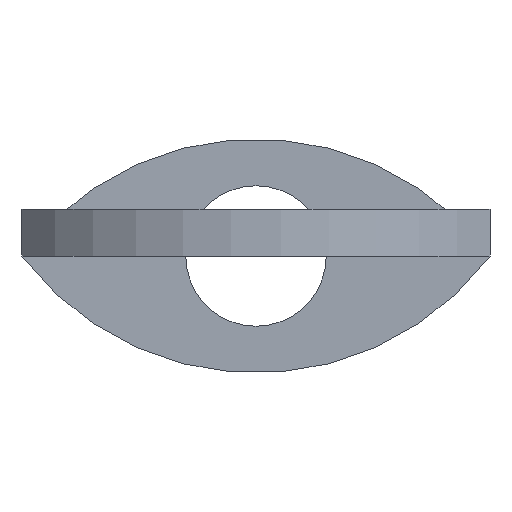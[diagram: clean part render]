
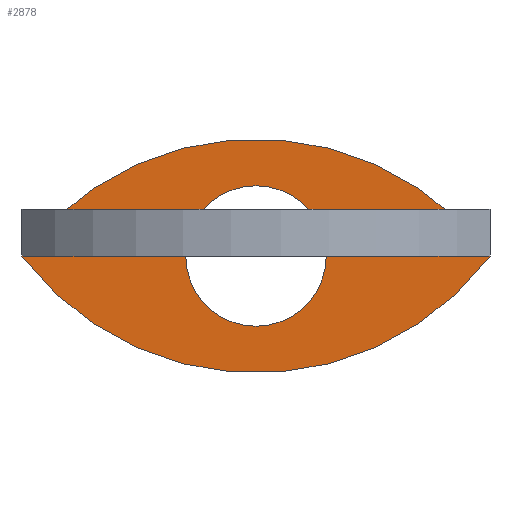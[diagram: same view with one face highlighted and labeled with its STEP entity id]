
A CAD part, front view. The second image highlights one B-rep face of the part: STEP entity #2878.
In plain terms, the highlighted planar face has unit normal (0, -1, 0).
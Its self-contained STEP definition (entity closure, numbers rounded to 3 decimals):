
#2679 = VERTEX_POINT('',#2680);
#2680 = CARTESIAN_POINT('',(10.,20.,0.));
#2687 = CYLINDRICAL_SURFACE('',#2688,12.5);
#2688 = AXIS2_PLACEMENT_3D('',#2689,#2690,#2691);
#2689 = CARTESIAN_POINT('',(0.,22.,-7.5));
#2690 = DIRECTION('',(-0.,1.,0.));
#2691 = DIRECTION('',(0.8,0.,0.6));
#2699 = CYLINDRICAL_SURFACE('',#2700,12.5);
#2700 = AXIS2_PLACEMENT_3D('',#2701,#2702,#2703);
#2701 = CARTESIAN_POINT('',(0.,22.,7.5));
#2702 = DIRECTION('',(-0.,1.,0.));
#2703 = DIRECTION('',(-0.8,0.,-0.6));
#2711 = EDGE_CURVE('',#2679,#2712,#2714,.T.);
#2712 = VERTEX_POINT('',#2713);
#2713 = CARTESIAN_POINT('',(-10.,20.,0.));
#2714 = SURFACE_CURVE('',#2715,(#2720,#2727),.PCURVE_S1.);
#2715 = CIRCLE('',#2716,12.5);
#2716 = AXIS2_PLACEMENT_3D('',#2717,#2718,#2719);
#2717 = CARTESIAN_POINT('',(0.,20.,-7.5));
#2718 = DIRECTION('',(0.,-1.,0.));
#2719 = DIRECTION('',(0.8,0.,0.6));
#2720 = PCURVE('',#2687,#2721);
#2721 = DEFINITIONAL_REPRESENTATION('',(#2722),#2726);
#2722 = LINE('',#2723,#2724);
#2723 = CARTESIAN_POINT('',(-0.,-2.));
#2724 = VECTOR('',#2725,1.);
#2725 = DIRECTION('',(-1.,0.));
#2726 = ( GEOMETRIC_REPRESENTATION_CONTEXT(2) 
PARAMETRIC_REPRESENTATION_CONTEXT() REPRESENTATION_CONTEXT('2D SPACE',''
  ) );
#2727 = PCURVE('',#2728,#2733);
#2728 = PLANE('',#2729);
#2729 = AXIS2_PLACEMENT_3D('',#2730,#2731,#2732);
#2730 = CARTESIAN_POINT('',(0.,20.,0.)
  );
#2731 = DIRECTION('',(0.,-1.,0.));
#2732 = DIRECTION('',(1.,0.,0.));
#2733 = DEFINITIONAL_REPRESENTATION('',(#2734),#2738);
#2734 = CIRCLE('',#2735,12.5);
#2735 = AXIS2_PLACEMENT_2D('',#2736,#2737);
#2736 = CARTESIAN_POINT('',(0.,-7.5));
#2737 = DIRECTION('',(0.8,0.6));
#2738 = ( GEOMETRIC_REPRESENTATION_CONTEXT(2) 
PARAMETRIC_REPRESENTATION_CONTEXT() REPRESENTATION_CONTEXT('2D SPACE',''
  ) );
#2794 = EDGE_CURVE('',#2712,#2679,#2795,.T.);
#2795 = SURFACE_CURVE('',#2796,(#2801,#2808),.PCURVE_S1.);
#2796 = CIRCLE('',#2797,12.5);
#2797 = AXIS2_PLACEMENT_3D('',#2798,#2799,#2800);
#2798 = CARTESIAN_POINT('',(0.,20.,7.5));
#2799 = DIRECTION('',(0.,-1.,0.));
#2800 = DIRECTION('',(-0.8,0.,-0.6));
#2801 = PCURVE('',#2699,#2802);
#2802 = DEFINITIONAL_REPRESENTATION('',(#2803),#2807);
#2803 = LINE('',#2804,#2805);
#2804 = CARTESIAN_POINT('',(-0.,-2.));
#2805 = VECTOR('',#2806,1.);
#2806 = DIRECTION('',(-1.,0.));
#2807 = ( GEOMETRIC_REPRESENTATION_CONTEXT(2) 
PARAMETRIC_REPRESENTATION_CONTEXT() REPRESENTATION_CONTEXT('2D SPACE',''
  ) );
#2808 = PCURVE('',#2728,#2809);
#2809 = DEFINITIONAL_REPRESENTATION('',(#2810),#2814);
#2810 = CIRCLE('',#2811,12.5);
#2811 = AXIS2_PLACEMENT_2D('',#2812,#2813);
#2812 = CARTESIAN_POINT('',(0.,7.5));
#2813 = DIRECTION('',(-0.8,-0.6));
#2814 = ( GEOMETRIC_REPRESENTATION_CONTEXT(2) 
PARAMETRIC_REPRESENTATION_CONTEXT() REPRESENTATION_CONTEXT('2D SPACE',''
  ) );
#2867 = CYLINDRICAL_SURFACE('',#2868,3.);
#2868 = AXIS2_PLACEMENT_3D('',#2869,#2870,#2871);
#2869 = CARTESIAN_POINT('',(0.,20.,0.));
#2870 = DIRECTION('',(0.,1.,0.));
#2871 = DIRECTION('',(-1.,0.,0.));
#2878 = ADVANCED_FACE('',(#2879,#2883),#2728,.T.);
#2879 = FACE_BOUND('',#2880,.T.);
#2880 = EDGE_LOOP('',(#2881,#2882));
#2881 = ORIENTED_EDGE('',*,*,#2711,.T.);
#2882 = ORIENTED_EDGE('',*,*,#2794,.T.);
#2883 = FACE_BOUND('',#2884,.T.);
#2884 = EDGE_LOOP('',(#2885));
#2885 = ORIENTED_EDGE('',*,*,#2886,.T.);
#2886 = EDGE_CURVE('',#2887,#2887,#2889,.T.);
#2887 = VERTEX_POINT('',#2888);
#2888 = CARTESIAN_POINT('',(-3.,20.,0.));
#2889 = SURFACE_CURVE('',#2890,(#2895,#2906),.PCURVE_S1.);
#2890 = CIRCLE('',#2891,3.);
#2891 = AXIS2_PLACEMENT_3D('',#2892,#2893,#2894);
#2892 = CARTESIAN_POINT('',(0.,20.,0.));
#2893 = DIRECTION('',(0.,1.,0.));
#2894 = DIRECTION('',(-1.,0.,0.));
#2895 = PCURVE('',#2728,#2896);
#2896 = DEFINITIONAL_REPRESENTATION('',(#2897),#2905);
#2897 = ( BOUNDED_CURVE() B_SPLINE_CURVE(2,(#2898,#2899,#2900,#2901,
#2902,#2903,#2904),.UNSPECIFIED.,.T.,.F.) B_SPLINE_CURVE_WITH_KNOTS((1,2
    ,2,2,2,1),(-2.094,0.,2.094,4.189,
6.283,8.378),.UNSPECIFIED.) CURVE() 
GEOMETRIC_REPRESENTATION_ITEM() RATIONAL_B_SPLINE_CURVE((1.,0.5,1.,0.5,
1.,0.5,1.)) REPRESENTATION_ITEM('') );
#2898 = CARTESIAN_POINT('',(-3.,0.));
#2899 = CARTESIAN_POINT('',(-3.,5.196));
#2900 = CARTESIAN_POINT('',(1.5,2.598));
#2901 = CARTESIAN_POINT('',(6.,0.));
#2902 = CARTESIAN_POINT('',(1.5,-2.598));
#2903 = CARTESIAN_POINT('',(-3.,-5.196));
#2904 = CARTESIAN_POINT('',(-3.,0.));
#2905 = ( GEOMETRIC_REPRESENTATION_CONTEXT(2) 
PARAMETRIC_REPRESENTATION_CONTEXT() REPRESENTATION_CONTEXT('2D SPACE',''
  ) );
#2906 = PCURVE('',#2867,#2907);
#2907 = DEFINITIONAL_REPRESENTATION('',(#2908),#2912);
#2908 = LINE('',#2909,#2910);
#2909 = CARTESIAN_POINT('',(0.,0.));
#2910 = VECTOR('',#2911,1.);
#2911 = DIRECTION('',(1.,0.));
#2912 = ( GEOMETRIC_REPRESENTATION_CONTEXT(2) 
PARAMETRIC_REPRESENTATION_CONTEXT() REPRESENTATION_CONTEXT('2D SPACE',''
  ) );
